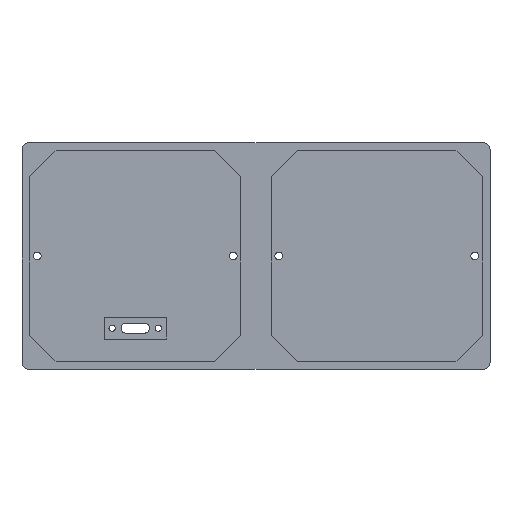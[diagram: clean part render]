
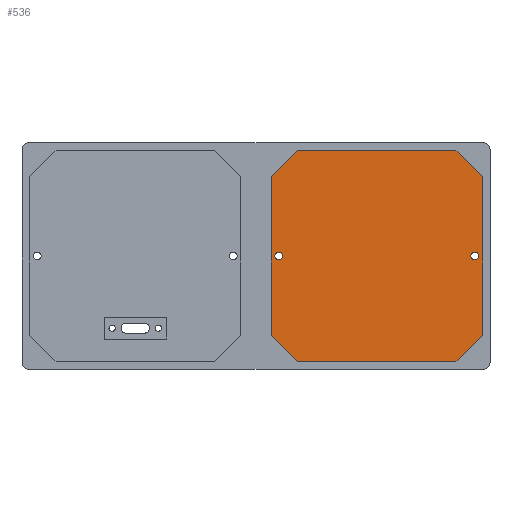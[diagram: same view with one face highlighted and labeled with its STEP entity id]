
A CAD part, top view. The second image highlights one B-rep face of the part: STEP entity #536.
In plain terms, the highlighted planar face has unit normal (0, 0, 1).
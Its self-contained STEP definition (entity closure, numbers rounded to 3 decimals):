
#2 = VERTEX_POINT ( 'NONE', #244 ) ;
#9 = EDGE_CURVE ( 'NONE', #1125, #1082, #235, .T. ) ;
#12 = VECTOR ( 'NONE', #1337, 1000. ) ;
#21 = VECTOR ( 'NONE', #1353, 1000. ) ;
#70 = CARTESIAN_POINT ( 'NONE',  ( 75.5, 26.411, 5. ) ) ;
#88 = CARTESIAN_POINT ( 'NONE',  ( 8.9, 0., 5. ) ) ;
#101 = CARTESIAN_POINT ( 'NONE',  ( 7.6, 0., 5. ) ) ;
#114 = VECTOR ( 'NONE', #1953, 1000. ) ;
#133 = EDGE_CURVE ( 'NONE', #1476, #217, #788, .T. ) ;
#140 = DIRECTION ( 'NONE',  ( 0., 0., 1. ) ) ;
#151 = LINE ( 'NONE', #1380, #21 ) ;
#165 = EDGE_CURVE ( 'NONE', #1334, #770, #673, .T. ) ;
#176 = ORIENTED_EDGE ( 'NONE', *, *, #377, .T. ) ;
#184 = CARTESIAN_POINT ( 'NONE',  ( 5., -26.411, 5. ) ) ;
#187 = VERTEX_POINT ( 'NONE', #70 ) ;
#217 = VERTEX_POINT ( 'NONE', #88 ) ;
#235 = LINE ( 'NONE', #848, #898 ) ;
#244 = CARTESIAN_POINT ( 'NONE',  ( 71.6, 0., 5. ) ) ;
#252 = VERTEX_POINT ( 'NONE', #1142 ) ;
#269 = CARTESIAN_POINT ( 'NONE',  ( 72.9, 0., 5. ) ) ;
#280 = LINE ( 'NONE', #1201, #817 ) ;
#295 = DIRECTION ( 'NONE',  ( -1., 0., 0. ) ) ;
#298 = AXIS2_PLACEMENT_3D ( 'NONE', #499, #1856, #1905 ) ;
#313 = EDGE_CURVE ( 'NONE', #252, #2, #1327, .T. ) ;
#367 = EDGE_LOOP ( 'NONE', ( #1613, #1221 ) ) ;
#377 = EDGE_CURVE ( 'NONE', #1082, #813, #1059, .T. ) ;
#380 = CARTESIAN_POINT ( 'NONE',  ( 66.661, 35.25, 5. ) ) ;
#444 = DIRECTION ( 'NONE',  ( -0.707, 0.707, 0. ) ) ;
#461 = EDGE_LOOP ( 'NONE', ( #1605, #1878 ) ) ;
#482 = VECTOR ( 'NONE', #758, 1000. ) ;
#499 = CARTESIAN_POINT ( 'NONE',  ( 0., 0., 5. ) ) ;
#502 = VERTEX_POINT ( 'NONE', #1835 ) ;
#521 = ORIENTED_EDGE ( 'NONE', *, *, #1386, .T. ) ;
#525 = VERTEX_POINT ( 'NONE', #184 ) ;
#536 = ADVANCED_FACE ( 'NONE', ( #1895, #604, #1518 ), #1696, .F. ) ;
#547 = EDGE_CURVE ( 'NONE', #217, #1476, #1801, .T. ) ;
#604 = FACE_BOUND ( 'NONE', #461, .T. ) ;
#642 = CARTESIAN_POINT ( 'NONE',  ( 6.3, 0., 5. ) ) ;
#658 = VECTOR ( 'NONE', #1917, 1000. ) ;
#673 = LINE ( 'NONE', #712, #12 ) ;
#689 = CARTESIAN_POINT ( 'NONE',  ( 66.661, -35.25, 5. ) ) ;
#705 = AXIS2_PLACEMENT_3D ( 'NONE', #269, #140, #1995 ) ;
#707 = LINE ( 'NONE', #689, #658 ) ;
#712 = CARTESIAN_POINT ( 'NONE',  ( 13.839, -35.25, 5. ) ) ;
#741 = LINE ( 'NONE', #762, #985 ) ;
#752 = EDGE_CURVE ( 'NONE', #525, #1334, #151, .T. ) ;
#758 = DIRECTION ( 'NONE',  ( -0.707, -0.707, 0. ) ) ;
#762 = CARTESIAN_POINT ( 'NONE',  ( 75.5, 26.411, 5. ) ) ;
#770 = VERTEX_POINT ( 'NONE', #1095 ) ;
#788 = CIRCLE ( 'NONE', #984, 1.3 ) ;
#813 = VERTEX_POINT ( 'NONE', #1402 ) ;
#817 = VECTOR ( 'NONE', #444, 1000. ) ;
#829 = CARTESIAN_POINT ( 'NONE',  ( 5., 26.411, 5. ) ) ;
#848 = CARTESIAN_POINT ( 'NONE',  ( 66.661, 35.25, 5. ) ) ;
#857 = ORIENTED_EDGE ( 'NONE', *, *, #165, .T. ) ;
#864 = DIRECTION ( 'NONE',  ( -1., 0., 0. ) ) ;
#870 = DIRECTION ( 'NONE',  ( 0., 1., 0. ) ) ;
#898 = VECTOR ( 'NONE', #864, 1000. ) ;
#940 = AXIS2_PLACEMENT_3D ( 'NONE', #1173, #1184, #1796 ) ;
#964 = EDGE_CURVE ( 'NONE', #813, #525, #1808, .T. ) ;
#984 = AXIS2_PLACEMENT_3D ( 'NONE', #101, #1382, #1807 ) ;
#985 = VECTOR ( 'NONE', #870, 1000. ) ;
#1052 = CARTESIAN_POINT ( 'NONE',  ( 13.839, -35.25, 5. ) ) ;
#1059 = LINE ( 'NONE', #1691, #482 ) ;
#1082 = VERTEX_POINT ( 'NONE', #1926 ) ;
#1095 = CARTESIAN_POINT ( 'NONE',  ( 66.661, -35.25, 5. ) ) ;
#1105 = EDGE_CURVE ( 'NONE', #2, #252, #1301, .T. ) ;
#1107 = ORIENTED_EDGE ( 'NONE', *, *, #1264, .T. ) ;
#1125 = VERTEX_POINT ( 'NONE', #380 ) ;
#1142 = CARTESIAN_POINT ( 'NONE',  ( 74.2, 0., 5. ) ) ;
#1147 = ORIENTED_EDGE ( 'NONE', *, *, #9, .T. ) ;
#1173 = CARTESIAN_POINT ( 'NONE',  ( 72.9, 0., 5. ) ) ;
#1184 = DIRECTION ( 'NONE',  ( 0., 0., 1. ) ) ;
#1201 = CARTESIAN_POINT ( 'NONE',  ( 66.661, 35.25, 5. ) ) ;
#1221 = ORIENTED_EDGE ( 'NONE', *, *, #313, .F. ) ;
#1264 = EDGE_CURVE ( 'NONE', #770, #502, #707, .T. ) ;
#1301 = CIRCLE ( 'NONE', #940, 1.3 ) ;
#1327 = CIRCLE ( 'NONE', #705, 1.3 ) ;
#1334 = VERTEX_POINT ( 'NONE', #1052 ) ;
#1337 = DIRECTION ( 'NONE',  ( 1., 0., 0. ) ) ;
#1353 = DIRECTION ( 'NONE',  ( 0.707, -0.707, 0. ) ) ;
#1380 = CARTESIAN_POINT ( 'NONE',  ( 5., -26.411, 5. ) ) ;
#1382 = DIRECTION ( 'NONE',  ( 0., 0., 1. ) ) ;
#1386 = EDGE_CURVE ( 'NONE', #187, #1125, #280, .T. ) ;
#1400 = EDGE_CURVE ( 'NONE', #502, #187, #741, .T. ) ;
#1402 = CARTESIAN_POINT ( 'NONE',  ( 5., 26.411, 5. ) ) ;
#1406 = ORIENTED_EDGE ( 'NONE', *, *, #1400, .T. ) ;
#1475 = AXIS2_PLACEMENT_3D ( 'NONE', #1743, #2003, #295 ) ;
#1476 = VERTEX_POINT ( 'NONE', #642 ) ;
#1518 = FACE_OUTER_BOUND ( 'NONE', #1765, .T. ) ;
#1605 = ORIENTED_EDGE ( 'NONE', *, *, #133, .F. ) ;
#1613 = ORIENTED_EDGE ( 'NONE', *, *, #1105, .F. ) ;
#1691 = CARTESIAN_POINT ( 'NONE',  ( 13.839, 35.25, 5. ) ) ;
#1696 = PLANE ( 'NONE',  #298 ) ;
#1729 = ORIENTED_EDGE ( 'NONE', *, *, #964, .T. ) ;
#1743 = CARTESIAN_POINT ( 'NONE',  ( 7.6, 0., 5. ) ) ;
#1765 = EDGE_LOOP ( 'NONE', ( #1147, #176, #1729, #1830, #857, #1107, #1406, #521 ) ) ;
#1796 = DIRECTION ( 'NONE',  ( -1., 0., 0. ) ) ;
#1801 = CIRCLE ( 'NONE', #1475, 1.3 ) ;
#1807 = DIRECTION ( 'NONE',  ( -1., 0., 0. ) ) ;
#1808 = LINE ( 'NONE', #829, #114 ) ;
#1830 = ORIENTED_EDGE ( 'NONE', *, *, #752, .T. ) ;
#1835 = CARTESIAN_POINT ( 'NONE',  ( 75.5, -26.411, 5. ) ) ;
#1856 = DIRECTION ( 'NONE',  ( 0., 0., -1. ) ) ;
#1878 = ORIENTED_EDGE ( 'NONE', *, *, #547, .F. ) ;
#1895 = FACE_BOUND ( 'NONE', #367, .T. ) ;
#1905 = DIRECTION ( 'NONE',  ( -1., 0., 0. ) ) ;
#1917 = DIRECTION ( 'NONE',  ( 0.707, 0.707, 0. ) ) ;
#1926 = CARTESIAN_POINT ( 'NONE',  ( 13.839, 35.25, 5. ) ) ;
#1953 = DIRECTION ( 'NONE',  ( 0., -1., 0. ) ) ;
#1995 = DIRECTION ( 'NONE',  ( -1., 0., 0. ) ) ;
#2003 = DIRECTION ( 'NONE',  ( 0., 0., 1. ) ) ;
